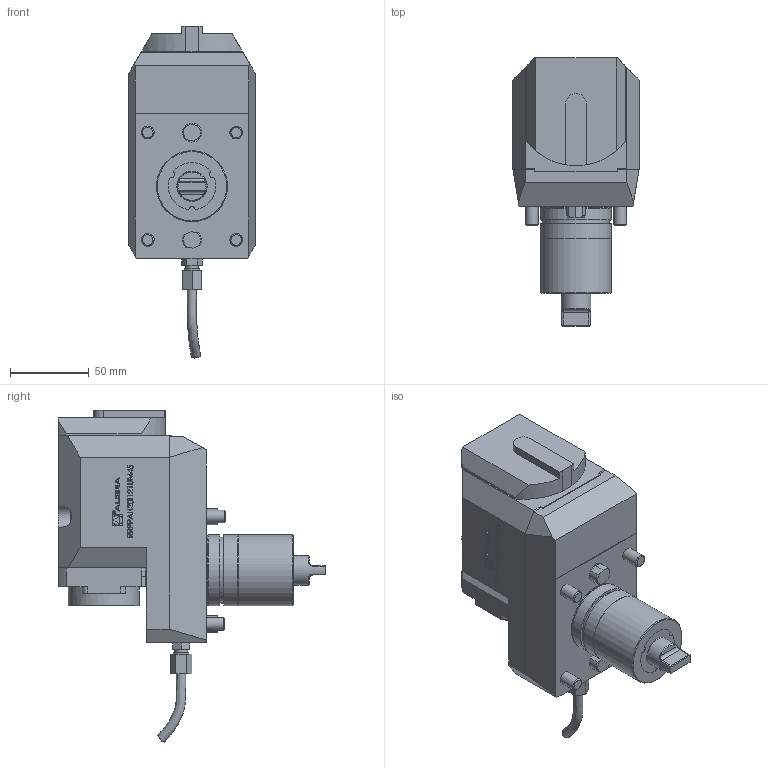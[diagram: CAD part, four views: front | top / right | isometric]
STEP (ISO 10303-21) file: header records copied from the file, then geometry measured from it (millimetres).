
FILE_DESCRIPTION (( 'STEP AP214' ), '1' );
FILE_NAME ('RRPPAH20I121UM45.STEP', '2025-09-27T07:00:03', ( '' ), ( '' ), 'SwSTEP 2.0', 'SolidWorks 2023', '' );
FILE_SCHEMA (( 'AUTOMOTIVE_DESIGN' ));
Length unit declared in the file: millimetre
Products named in the file (1): RRPPAH20I121UM45
Bounding box: 80 x 169.7 x 210.29 mm (x, y, z)
Volume: 928332.4 mm3; surface area: 72813.7 mm2
Topology: 1 solids, 6 shells, 543 faces, 1396 edges, 924 vertices
Faces by surface type: plane 374, cylinder 81, bspline 69, cone 16, torus 3
Full cylindrical faces by diameter (mm): 1.7 x1, 2.1 x1, 6.366 x1, 8 x4, 8.15 x1, 9.8 x1, 13 x2, 13.5 x2, 18.7 x1, 42 x1, 44.6 x1, 44.85 x1, 45 x3
Entity records: 24458 total; most frequent: CARTESIAN_POINT 8390, ORIENTED_EDGE 2704, DIRECTION 2293, EDGE_CURVE 1352, VECTOR 997, LINE 997, VERTEX_POINT 912, AXIS2_PLACEMENT_3D 648
